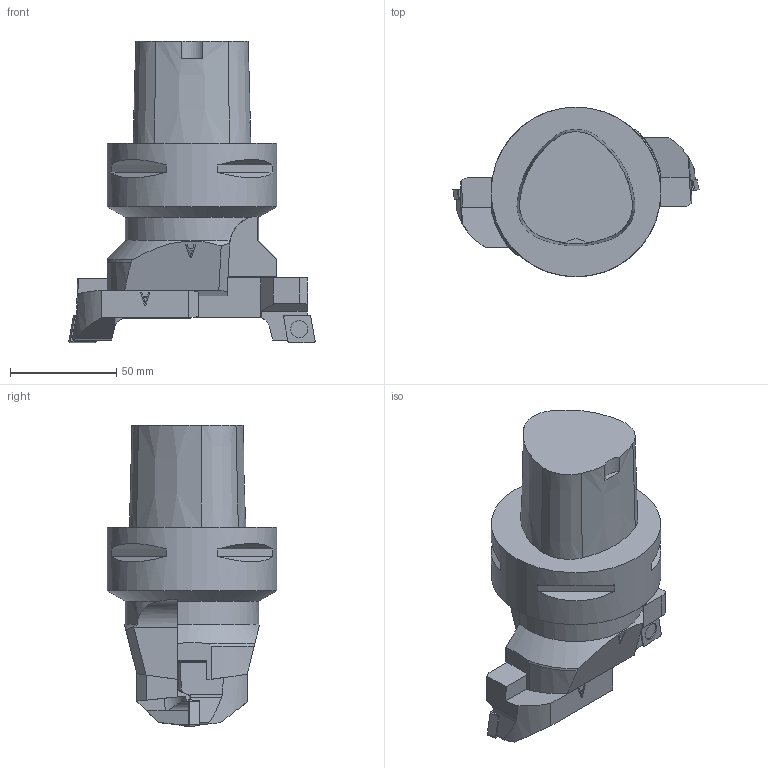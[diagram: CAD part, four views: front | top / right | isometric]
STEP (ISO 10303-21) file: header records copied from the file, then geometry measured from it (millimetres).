
FILE_DESCRIPTION(/* description */ (''),/* implementation_level */ '2;1');
FILE_NAME(/* name */ '1566884297582.stp',/* time_stamp */ '2019-08-27T07:38:25+02:00',/* author */ (''),/* organization */ ('SMS'),/* preprocessor_version */ 'ST-DEVELOPER v16.7',/* originating_system */ 'SIEMENS PLM Software NX 12.0',/* authorisation */ '');
FILE_SCHEMA (('AUTOMOTIVE_DESIGN { 1 0 10303 214 3 1 1 1 }'));
Length unit declared in the file: millimetre
Products named in the file (10): ASSEMBLY_CONSTRUCTION; 201028023mod000_00; IsoTurningInsert; 201027942mod000_00; 200954461mod000_01; 201028045mod000_01; 201027978mod000_01; 201090999mod000_01
Assembly tree (10 placements, depth 3):
  201090999mod000_01
    201027978mod000_01
      201027942mod000_00
      IsoTurningInsert
      ASSEMBLY_CONSTRUCTION
    201028045mod000_01
      201028023mod000_00
      IsoTurningInsert
      ASSEMBLY_CONSTRUCTION
    200954461mod000_01
    ASSEMBLY_CONSTRUCTION
Bounding box: 115.98 x 80 x 142 mm (x, y, z)
Volume: 426719.1 mm3; surface area: 50441.5 mm2
Topology: 5 solids, 5 shells, 206 faces, 531 edges, 370 vertices
Faces by surface type: plane 136, cylinder 23, cone 23, extrusion 16, torus 8
Full cylindrical faces by diameter (mm): 5.5 x4, 80 x1
Entity records: 6699 total; most frequent: CARTESIAN_POINT 1844, ORIENTED_EDGE 944, DIRECTION 870, EDGE_CURVE 472, VERTEX_POINT 319, AXIS2_PLACEMENT_3D 297, VECTOR 276, LINE 260
